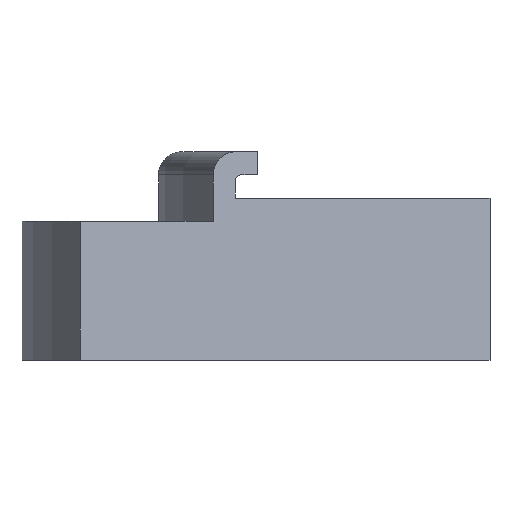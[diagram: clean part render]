
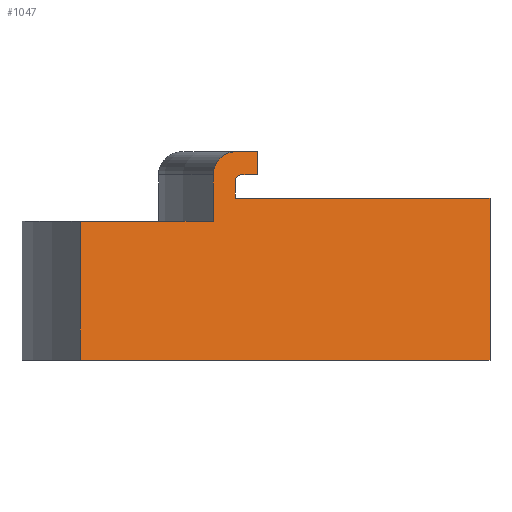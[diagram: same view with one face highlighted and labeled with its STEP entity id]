
A CAD part, left-side view. The second image highlights one B-rep face of the part: STEP entity #1047.
In plain terms, the highlighted planar face has unit normal (-0.956, -0.292, 0).
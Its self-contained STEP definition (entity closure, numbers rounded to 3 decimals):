
#55=FACE_OUTER_BOUND('',#113,.T.);
#113=EDGE_LOOP('',(#712,#713,#714,#715,#716,#717,#718,#719,#720,#721,#722,
#723));
#181=CIRCLE('',#1131,0.5);
#182=CIRCLE('',#1132,2.);
#251=LINE('',#1615,#348);
#252=LINE('',#1617,#349);
#253=LINE('',#1619,#350);
#254=LINE('',#1621,#351);
#255=LINE('',#1625,#352);
#256=LINE('',#1627,#353);
#257=LINE('',#1629,#354);
#258=LINE('',#1633,#355);
#259=LINE('',#1635,#356);
#260=LINE('',#1636,#357);
#348=VECTOR('',#1267,10.);
#349=VECTOR('',#1268,10.);
#350=VECTOR('',#1269,10.);
#351=VECTOR('',#1270,10.);
#352=VECTOR('',#1273,10.);
#353=VECTOR('',#1274,10.);
#354=VECTOR('',#1275,10.);
#355=VECTOR('',#1278,10.);
#356=VECTOR('',#1279,10.);
#357=VECTOR('',#1280,10.);
#447=VERTEX_POINT('',#1613);
#448=VERTEX_POINT('',#1614);
#449=VERTEX_POINT('',#1616);
#450=VERTEX_POINT('',#1618);
#451=VERTEX_POINT('',#1620);
#452=VERTEX_POINT('',#1622);
#453=VERTEX_POINT('',#1624);
#454=VERTEX_POINT('',#1626);
#455=VERTEX_POINT('',#1628);
#456=VERTEX_POINT('',#1630);
#457=VERTEX_POINT('',#1632);
#458=VERTEX_POINT('',#1634);
#553=EDGE_CURVE('',#447,#448,#251,.T.);
#554=EDGE_CURVE('',#449,#447,#252,.T.);
#555=EDGE_CURVE('',#450,#449,#253,.T.);
#556=EDGE_CURVE('',#451,#450,#254,.T.);
#557=EDGE_CURVE('',#452,#451,#181,.T.);
#558=EDGE_CURVE('',#453,#452,#255,.T.);
#559=EDGE_CURVE('',#454,#453,#256,.T.);
#560=EDGE_CURVE('',#455,#454,#257,.T.);
#561=EDGE_CURVE('',#456,#455,#182,.T.);
#562=EDGE_CURVE('',#457,#456,#258,.T.);
#563=EDGE_CURVE('',#458,#457,#259,.T.);
#564=EDGE_CURVE('',#448,#458,#260,.T.);
#712=ORIENTED_EDGE('',*,*,#553,.F.);
#713=ORIENTED_EDGE('',*,*,#554,.F.);
#714=ORIENTED_EDGE('',*,*,#555,.F.);
#715=ORIENTED_EDGE('',*,*,#556,.F.);
#716=ORIENTED_EDGE('',*,*,#557,.F.);
#717=ORIENTED_EDGE('',*,*,#558,.F.);
#718=ORIENTED_EDGE('',*,*,#559,.F.);
#719=ORIENTED_EDGE('',*,*,#560,.F.);
#720=ORIENTED_EDGE('',*,*,#561,.F.);
#721=ORIENTED_EDGE('',*,*,#562,.F.);
#722=ORIENTED_EDGE('',*,*,#563,.F.);
#723=ORIENTED_EDGE('',*,*,#564,.F.);
#1019=PLANE('',#1130);
#1047=ADVANCED_FACE('',(#55),#1019,.F.);
#1130=AXIS2_PLACEMENT_3D('',#1612,#1265,#1266);
#1131=AXIS2_PLACEMENT_3D('',#1623,#1271,#1272);
#1132=AXIS2_PLACEMENT_3D('',#1631,#1276,#1277);
#1265=DIRECTION('center_axis',(0.956,0.292,0.));
#1266=DIRECTION('ref_axis',(0.,0.,-1.));
#1267=DIRECTION('',(-0.292,0.956,0.));
#1268=DIRECTION('',(0.,0.,-1.));
#1269=DIRECTION('',(0.292,-0.956,0.));
#1270=DIRECTION('',(0.,0.,-1.));
#1271=DIRECTION('center_axis',(-0.956,-0.292,0.));
#1272=DIRECTION('ref_axis',(-0.292,0.956,0.));
#1273=DIRECTION('',(-0.292,0.956,0.));
#1274=DIRECTION('',(0.,0.,-1.));
#1275=DIRECTION('',(0.292,-0.956,0.));
#1276=DIRECTION('center_axis',(0.956,0.292,0.));
#1277=DIRECTION('ref_axis',(-0.292,0.956,0.));
#1278=DIRECTION('',(0.,0.,1.));
#1279=DIRECTION('',(0.292,-0.956,0.));
#1280=DIRECTION('',(0.,0.,1.));
#1612=CARTESIAN_POINT('Origin',(-17.542,57.378,7.5));
#1613=CARTESIAN_POINT('',(-24.267,79.373,-2.));
#1614=CARTESIAN_POINT('',(-35.085,114.757,-2.));
#1615=CARTESIAN_POINT('',(-8.771,28.689,-2.));
#1616=CARTESIAN_POINT('',(-24.267,79.373,12.));
#1617=CARTESIAN_POINT('',(-24.267,79.373,-2.));
#1618=CARTESIAN_POINT('',(-30.991,101.368,12.));
#1619=CARTESIAN_POINT('',(-8.771,28.689,12.));
#1620=CARTESIAN_POINT('',(-30.991,101.368,13.5));
#1621=CARTESIAN_POINT('',(-30.991,101.368,12.75));
#1622=CARTESIAN_POINT('',(-30.845,100.89,14.));
#1623=CARTESIAN_POINT('Origin',(-30.845,100.89,13.5));
#1624=CARTESIAN_POINT('',(-30.407,99.456,14.));
#1625=CARTESIAN_POINT('',(-19.289,63.093,14.));
#1626=CARTESIAN_POINT('',(-30.407,99.456,16.));
#1627=CARTESIAN_POINT('',(-30.407,99.456,15.));
#1628=CARTESIAN_POINT('',(-30.991,101.368,16.));
#1629=CARTESIAN_POINT('',(-19.14,62.603,16.));
#1630=CARTESIAN_POINT('',(-31.576,103.281,14.));
#1631=CARTESIAN_POINT('Origin',(-30.991,101.368,14.));
#1632=CARTESIAN_POINT('',(-31.576,103.281,10.));
#1633=CARTESIAN_POINT('',(-31.576,103.281,10.));
#1634=CARTESIAN_POINT('',(-35.085,114.757,10.));
#1635=CARTESIAN_POINT('',(-8.771,28.689,10.));
#1636=CARTESIAN_POINT('',(-35.085,114.757,-2.));
